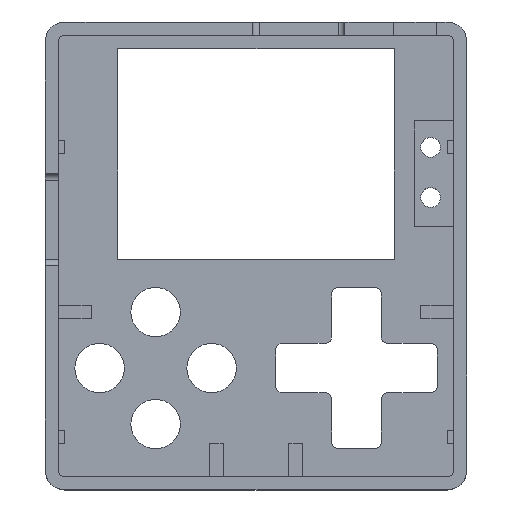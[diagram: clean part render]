
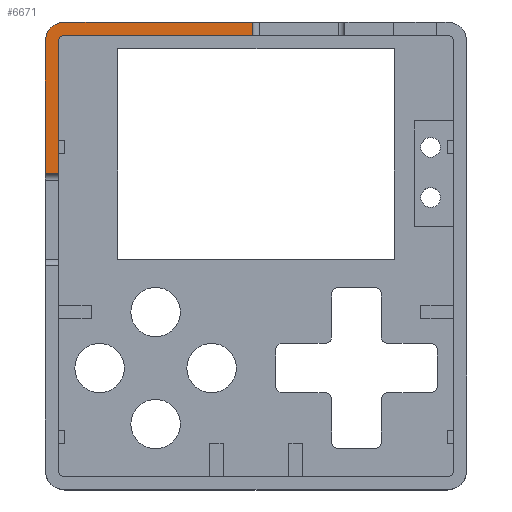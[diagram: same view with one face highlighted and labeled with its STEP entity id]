
A CAD part, top view. The second image highlights one B-rep face of the part: STEP entity #6671.
In plain terms, the highlighted planar face has unit normal (0, 0, 1).
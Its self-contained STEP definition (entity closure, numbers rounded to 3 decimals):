
#1369 = PLANE('',#1370);
#1370 = AXIS2_PLACEMENT_3D('',#1371,#1372,#1373);
#1371 = CARTESIAN_POINT('',(-32.,-35.5,0.));
#1372 = DIRECTION('',(1.,0.,0.));
#1373 = DIRECTION('',(0.,0.,1.));
#1474 = CYLINDRICAL_SURFACE('',#1475,3.);
#1475 = AXIS2_PLACEMENT_3D('',#1476,#1477,#1478);
#1476 = CARTESIAN_POINT('',(-29.,32.5,0.));
#1477 = DIRECTION('',(0.,0.,1.));
#1478 = DIRECTION('',(-1.,-0.,0.));
#1579 = PLANE('',#1580);
#1580 = AXIS2_PLACEMENT_3D('',#1581,#1582,#1583);
#1581 = CARTESIAN_POINT('',(-32.,35.5,0.));
#1582 = DIRECTION('',(0.,1.,0.));
#1583 = DIRECTION('',(0.,0.,1.));
#3553 = VERTEX_POINT('',#3554);
#3554 = CARTESIAN_POINT('',(-32.,32.5,15.));
#3575 = EDGE_CURVE('',#3576,#3553,#3578,.T.);
#3576 = VERTEX_POINT('',#3577);
#3577 = CARTESIAN_POINT('',(-32.,12.5,15.));
#3578 = SURFACE_CURVE('',#3579,(#3583,#3590),.PCURVE_S1.);
#3579 = LINE('',#3580,#3581);
#3580 = CARTESIAN_POINT('',(-32.,-35.5,15.));
#3581 = VECTOR('',#3582,1.);
#3582 = DIRECTION('',(0.,1.,0.));
#3583 = PCURVE('',#1369,#3584);
#3584 = DEFINITIONAL_REPRESENTATION('',(#3585),#3589);
#3585 = LINE('',#3586,#3587);
#3586 = CARTESIAN_POINT('',(15.,0.));
#3587 = VECTOR('',#3588,1.);
#3588 = DIRECTION('',(0.,-1.));
#3589 = ( GEOMETRIC_REPRESENTATION_CONTEXT(2) 
PARAMETRIC_REPRESENTATION_CONTEXT() REPRESENTATION_CONTEXT('2D SPACE',''
  ) );
#3590 = PCURVE('',#3591,#3596);
#3591 = PLANE('',#3592);
#3592 = AXIS2_PLACEMENT_3D('',#3593,#3594,#3595);
#3593 = CARTESIAN_POINT('',(-32.,-35.5,15.));
#3594 = DIRECTION('',(0.,0.,1.));
#3595 = DIRECTION('',(1.,0.,0.));
#3596 = DEFINITIONAL_REPRESENTATION('',(#3597),#3601);
#3597 = LINE('',#3598,#3599);
#3598 = CARTESIAN_POINT('',(0.,0.));
#3599 = VECTOR('',#3600,1.);
#3600 = DIRECTION('',(0.,1.));
#3601 = ( GEOMETRIC_REPRESENTATION_CONTEXT(2) 
PARAMETRIC_REPRESENTATION_CONTEXT() REPRESENTATION_CONTEXT('2D SPACE',''
  ) );
#3618 = PLANE('',#3619);
#3619 = AXIS2_PLACEMENT_3D('',#3620,#3621,#3622);
#3620 = CARTESIAN_POINT('',(-35.,12.5,9.));
#3621 = DIRECTION('',(0.,1.,0.));
#3622 = DIRECTION('',(0.,0.,1.));
#4037 = VERTEX_POINT('',#4038);
#4038 = CARTESIAN_POINT('',(-29.,35.5,15.));
#4059 = EDGE_CURVE('',#3553,#4037,#4060,.T.);
#4060 = SURFACE_CURVE('',#4061,(#4066,#4073),.PCURVE_S1.);
#4061 = CIRCLE('',#4062,3.);
#4062 = AXIS2_PLACEMENT_3D('',#4063,#4064,#4065);
#4063 = CARTESIAN_POINT('',(-29.,32.5,15.));
#4064 = DIRECTION('',(-0.,-0.,-1.));
#4065 = DIRECTION('',(0.,-1.,0.));
#4066 = PCURVE('',#1474,#4067);
#4067 = DEFINITIONAL_REPRESENTATION('',(#4068),#4072);
#4068 = LINE('',#4069,#4070);
#4069 = CARTESIAN_POINT('',(1.571,15.));
#4070 = VECTOR('',#4071,1.);
#4071 = DIRECTION('',(-1.,0.));
#4072 = ( GEOMETRIC_REPRESENTATION_CONTEXT(2) 
PARAMETRIC_REPRESENTATION_CONTEXT() REPRESENTATION_CONTEXT('2D SPACE',''
  ) );
#4073 = PCURVE('',#3591,#4074);
#4074 = DEFINITIONAL_REPRESENTATION('',(#4075),#4083);
#4075 = ( BOUNDED_CURVE() B_SPLINE_CURVE(2,(#4076,#4077,#4078,#4079,
#4080,#4081,#4082),.UNSPECIFIED.,.T.,.F.) B_SPLINE_CURVE_WITH_KNOTS((1,2
    ,2,2,2,1),(-2.094,0.,2.094,4.189,
6.283,8.378),.UNSPECIFIED.) CURVE() 
GEOMETRIC_REPRESENTATION_ITEM() RATIONAL_B_SPLINE_CURVE((1.,0.5,1.,0.5,
1.,0.5,1.)) REPRESENTATION_ITEM('') );
#4076 = CARTESIAN_POINT('',(3.,65.));
#4077 = CARTESIAN_POINT('',(-2.196,65.));
#4078 = CARTESIAN_POINT('',(0.402,69.5));
#4079 = CARTESIAN_POINT('',(3.,74.));
#4080 = CARTESIAN_POINT('',(5.598,69.5));
#4081 = CARTESIAN_POINT('',(8.196,65.));
#4082 = CARTESIAN_POINT('',(3.,65.));
#4083 = ( GEOMETRIC_REPRESENTATION_CONTEXT(2) 
PARAMETRIC_REPRESENTATION_CONTEXT() REPRESENTATION_CONTEXT('2D SPACE',''
  ) );
#4163 = EDGE_CURVE('',#4037,#4164,#4166,.T.);
#4164 = VERTEX_POINT('',#4165);
#4165 = CARTESIAN_POINT('',(-0.5,35.5,15.));
#4166 = SURFACE_CURVE('',#4167,(#4171,#4178),.PCURVE_S1.);
#4167 = LINE('',#4168,#4169);
#4168 = CARTESIAN_POINT('',(-32.,35.5,15.));
#4169 = VECTOR('',#4170,1.);
#4170 = DIRECTION('',(1.,0.,0.));
#4171 = PCURVE('',#1579,#4172);
#4172 = DEFINITIONAL_REPRESENTATION('',(#4173),#4177);
#4173 = LINE('',#4174,#4175);
#4174 = CARTESIAN_POINT('',(15.,0.));
#4175 = VECTOR('',#4176,1.);
#4176 = DIRECTION('',(0.,1.));
#4177 = ( GEOMETRIC_REPRESENTATION_CONTEXT(2) 
PARAMETRIC_REPRESENTATION_CONTEXT() REPRESENTATION_CONTEXT('2D SPACE',''
  ) );
#4178 = PCURVE('',#3591,#4179);
#4179 = DEFINITIONAL_REPRESENTATION('',(#4180),#4184);
#4180 = LINE('',#4181,#4182);
#4181 = CARTESIAN_POINT('',(0.,71.));
#4182 = VECTOR('',#4183,1.);
#4183 = DIRECTION('',(1.,0.));
#4184 = ( GEOMETRIC_REPRESENTATION_CONTEXT(2) 
PARAMETRIC_REPRESENTATION_CONTEXT() REPRESENTATION_CONTEXT('2D SPACE',''
  ) );
#4201 = PLANE('',#4202);
#4202 = AXIS2_PLACEMENT_3D('',#4203,#4204,#4205);
#4203 = CARTESIAN_POINT('',(-0.5,28.5,8.));
#4204 = DIRECTION('',(1.,0.,0.));
#4205 = DIRECTION('',(0.,0.,1.));
#6238 = PLANE('',#6239);
#6239 = AXIS2_PLACEMENT_3D('',#6240,#6241,#6242);
#6240 = CARTESIAN_POINT('',(-30.,33.5,2.));
#6241 = DIRECTION('',(0.,1.,0.));
#6242 = DIRECTION('',(0.,0.,1.));
#6403 = PLANE('',#6404);
#6404 = AXIS2_PLACEMENT_3D('',#6405,#6406,#6407);
#6405 = CARTESIAN_POINT('',(-30.,-33.5,2.));
#6406 = DIRECTION('',(1.,0.,0.));
#6407 = DIRECTION('',(0.,0.,1.));
#6631 = VERTEX_POINT('',#6632);
#6632 = CARTESIAN_POINT('',(-30.,12.5,15.));
#6653 = EDGE_CURVE('',#6631,#3576,#6654,.T.);
#6654 = SURFACE_CURVE('',#6655,(#6659,#6665),.PCURVE_S1.);
#6655 = LINE('',#6656,#6657);
#6656 = CARTESIAN_POINT('',(-33.5,12.5,15.));
#6657 = VECTOR('',#6658,1.);
#6658 = DIRECTION('',(-1.,0.,0.));
#6659 = PCURVE('',#3618,#6660);
#6660 = DEFINITIONAL_REPRESENTATION('',(#6661),#6664);
#6661 = B_SPLINE_CURVE_WITH_KNOTS('',1,(#6662,#6663),.UNSPECIFIED.,.F.,
  .F.,(2,2),(-8.5,-1.5),.PIECEWISE_BEZIER_KNOTS.);
#6662 = CARTESIAN_POINT('',(6.,10.));
#6663 = CARTESIAN_POINT('',(6.,3.));
#6664 = ( GEOMETRIC_REPRESENTATION_CONTEXT(2) 
PARAMETRIC_REPRESENTATION_CONTEXT() REPRESENTATION_CONTEXT('2D SPACE',''
  ) );
#6665 = PCURVE('',#3591,#6666);
#6666 = DEFINITIONAL_REPRESENTATION('',(#6667),#6670);
#6667 = B_SPLINE_CURVE_WITH_KNOTS('',1,(#6668,#6669),.UNSPECIFIED.,.F.,
  .F.,(2,2),(-8.5,-1.5),.PIECEWISE_BEZIER_KNOTS.);
#6668 = CARTESIAN_POINT('',(7.,48.));
#6669 = CARTESIAN_POINT('',(0.,48.));
#6670 = ( GEOMETRIC_REPRESENTATION_CONTEXT(2) 
PARAMETRIC_REPRESENTATION_CONTEXT() REPRESENTATION_CONTEXT('2D SPACE',''
  ) );
#6671 = ADVANCED_FACE('',(#6672),#3591,.T.);
#6672 = FACE_BOUND('',#6673,.T.);
#6673 = EDGE_LOOP('',(#6674,#6675,#6676,#6697,#6726,#6747,#6766,#6767));
#6674 = ORIENTED_EDGE('',*,*,#3575,.F.);
#6675 = ORIENTED_EDGE('',*,*,#6653,.F.);
#6676 = ORIENTED_EDGE('',*,*,#6677,.T.);
#6677 = EDGE_CURVE('',#6631,#6678,#6680,.T.);
#6678 = VERTEX_POINT('',#6679);
#6679 = CARTESIAN_POINT('',(-30.,32.5,15.));
#6680 = SURFACE_CURVE('',#6681,(#6685,#6691),.PCURVE_S1.);
#6681 = LINE('',#6682,#6683);
#6682 = CARTESIAN_POINT('',(-30.,-34.5,15.));
#6683 = VECTOR('',#6684,1.);
#6684 = DIRECTION('',(0.,1.,0.));
#6685 = PCURVE('',#3591,#6686);
#6686 = DEFINITIONAL_REPRESENTATION('',(#6687),#6690);
#6687 = B_SPLINE_CURVE_WITH_KNOTS('',1,(#6688,#6689),.UNSPECIFIED.,.F.,
  .F.,(2,2),(2.,67.),.PIECEWISE_BEZIER_KNOTS.);
#6688 = CARTESIAN_POINT('',(2.,3.));
#6689 = CARTESIAN_POINT('',(2.,68.));
#6690 = ( GEOMETRIC_REPRESENTATION_CONTEXT(2) 
PARAMETRIC_REPRESENTATION_CONTEXT() REPRESENTATION_CONTEXT('2D SPACE',''
  ) );
#6691 = PCURVE('',#6403,#6692);
#6692 = DEFINITIONAL_REPRESENTATION('',(#6693),#6696);
#6693 = B_SPLINE_CURVE_WITH_KNOTS('',1,(#6694,#6695),.UNSPECIFIED.,.F.,
  .F.,(2,2),(2.,67.),.PIECEWISE_BEZIER_KNOTS.);
#6694 = CARTESIAN_POINT('',(13.,-1.));
#6695 = CARTESIAN_POINT('',(13.,-66.));
#6696 = ( GEOMETRIC_REPRESENTATION_CONTEXT(2) 
PARAMETRIC_REPRESENTATION_CONTEXT() REPRESENTATION_CONTEXT('2D SPACE',''
  ) );
#6697 = ORIENTED_EDGE('',*,*,#6698,.F.);
#6698 = EDGE_CURVE('',#6699,#6678,#6701,.T.);
#6699 = VERTEX_POINT('',#6700);
#6700 = CARTESIAN_POINT('',(-29.,33.5,15.));
#6701 = SURFACE_CURVE('',#6702,(#6707,#6714),.PCURVE_S1.);
#6702 = CIRCLE('',#6703,1.);
#6703 = AXIS2_PLACEMENT_3D('',#6704,#6705,#6706);
#6704 = CARTESIAN_POINT('',(-29.,32.5,15.));
#6705 = DIRECTION('',(0.,0.,1.));
#6706 = DIRECTION('',(-1.,-0.,0.));
#6707 = PCURVE('',#3591,#6708);
#6708 = DEFINITIONAL_REPRESENTATION('',(#6709),#6713);
#6709 = CIRCLE('',#6710,1.);
#6710 = AXIS2_PLACEMENT_2D('',#6711,#6712);
#6711 = CARTESIAN_POINT('',(3.,68.));
#6712 = DIRECTION('',(-1.,0.));
#6713 = ( GEOMETRIC_REPRESENTATION_CONTEXT(2) 
PARAMETRIC_REPRESENTATION_CONTEXT() REPRESENTATION_CONTEXT('2D SPACE',''
  ) );
#6714 = PCURVE('',#6715,#6720);
#6715 = CYLINDRICAL_SURFACE('',#6716,1.);
#6716 = AXIS2_PLACEMENT_3D('',#6717,#6718,#6719);
#6717 = CARTESIAN_POINT('',(-29.,32.5,2.));
#6718 = DIRECTION('',(0.,0.,1.));
#6719 = DIRECTION('',(-1.,-0.,0.));
#6720 = DEFINITIONAL_REPRESENTATION('',(#6721),#6725);
#6721 = LINE('',#6722,#6723);
#6722 = CARTESIAN_POINT('',(-6.283,13.));
#6723 = VECTOR('',#6724,1.);
#6724 = DIRECTION('',(1.,-0.));
#6725 = ( GEOMETRIC_REPRESENTATION_CONTEXT(2) 
PARAMETRIC_REPRESENTATION_CONTEXT() REPRESENTATION_CONTEXT('2D SPACE',''
  ) );
#6726 = ORIENTED_EDGE('',*,*,#6727,.F.);
#6727 = EDGE_CURVE('',#6728,#6699,#6730,.T.);
#6728 = VERTEX_POINT('',#6729);
#6729 = CARTESIAN_POINT('',(-0.5,33.5,15.));
#6730 = SURFACE_CURVE('',#6731,(#6735,#6741),.PCURVE_S1.);
#6731 = LINE('',#6732,#6733);
#6732 = CARTESIAN_POINT('',(-31.,33.5,15.));
#6733 = VECTOR('',#6734,1.);
#6734 = DIRECTION('',(-1.,0.,0.));
#6735 = PCURVE('',#3591,#6736);
#6736 = DEFINITIONAL_REPRESENTATION('',(#6737),#6740);
#6737 = B_SPLINE_CURVE_WITH_KNOTS('',1,(#6738,#6739),.UNSPECIFIED.,.F.,
  .F.,(2,2),(-60.,-2.),.PIECEWISE_BEZIER_KNOTS.);
#6738 = CARTESIAN_POINT('',(61.,69.));
#6739 = CARTESIAN_POINT('',(3.,69.));
#6740 = ( GEOMETRIC_REPRESENTATION_CONTEXT(2) 
PARAMETRIC_REPRESENTATION_CONTEXT() REPRESENTATION_CONTEXT('2D SPACE',''
  ) );
#6741 = PCURVE('',#6238,#6742);
#6742 = DEFINITIONAL_REPRESENTATION('',(#6743),#6746);
#6743 = B_SPLINE_CURVE_WITH_KNOTS('',1,(#6744,#6745),.UNSPECIFIED.,.F.,
  .F.,(2,2),(-60.,-2.),.PIECEWISE_BEZIER_KNOTS.);
#6744 = CARTESIAN_POINT('',(13.,59.));
#6745 = CARTESIAN_POINT('',(13.,1.));
#6746 = ( GEOMETRIC_REPRESENTATION_CONTEXT(2) 
PARAMETRIC_REPRESENTATION_CONTEXT() REPRESENTATION_CONTEXT('2D SPACE',''
  ) );
#6747 = ORIENTED_EDGE('',*,*,#6748,.T.);
#6748 = EDGE_CURVE('',#6728,#4164,#6749,.T.);
#6749 = SURFACE_CURVE('',#6750,(#6754,#6760),.PCURVE_S1.);
#6750 = LINE('',#6751,#6752);
#6751 = CARTESIAN_POINT('',(-0.5,-3.5,15.));
#6752 = VECTOR('',#6753,1.);
#6753 = DIRECTION('',(0.,1.,0.));
#6754 = PCURVE('',#3591,#6755);
#6755 = DEFINITIONAL_REPRESENTATION('',(#6756),#6759);
#6756 = B_SPLINE_CURVE_WITH_KNOTS('',1,(#6757,#6758),.UNSPECIFIED.,.F.,
  .F.,(2,2),(32.,39.),.PIECEWISE_BEZIER_KNOTS.);
#6757 = CARTESIAN_POINT('',(31.5,64.));
#6758 = CARTESIAN_POINT('',(31.5,71.));
#6759 = ( GEOMETRIC_REPRESENTATION_CONTEXT(2) 
PARAMETRIC_REPRESENTATION_CONTEXT() REPRESENTATION_CONTEXT('2D SPACE',''
  ) );
#6760 = PCURVE('',#4201,#6761);
#6761 = DEFINITIONAL_REPRESENTATION('',(#6762),#6765);
#6762 = B_SPLINE_CURVE_WITH_KNOTS('',1,(#6763,#6764),.UNSPECIFIED.,.F.,
  .F.,(2,2),(32.,39.),.PIECEWISE_BEZIER_KNOTS.);
#6763 = CARTESIAN_POINT('',(7.,0.));
#6764 = CARTESIAN_POINT('',(7.,-7.));
#6765 = ( GEOMETRIC_REPRESENTATION_CONTEXT(2) 
PARAMETRIC_REPRESENTATION_CONTEXT() REPRESENTATION_CONTEXT('2D SPACE',''
  ) );
#6766 = ORIENTED_EDGE('',*,*,#4163,.F.);
#6767 = ORIENTED_EDGE('',*,*,#4059,.F.);
